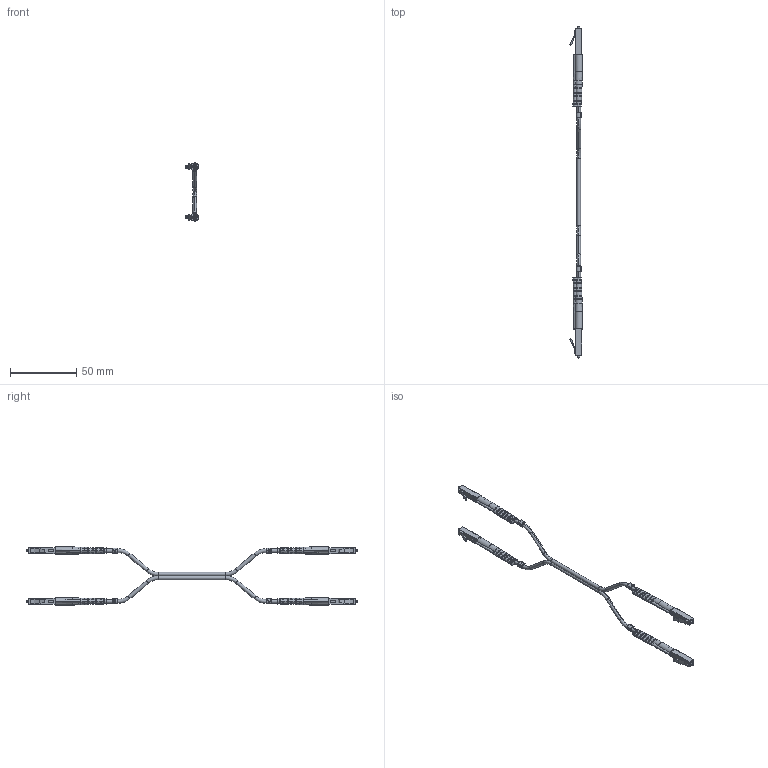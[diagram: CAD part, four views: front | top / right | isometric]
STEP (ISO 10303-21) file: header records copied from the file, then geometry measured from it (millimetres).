
FILE_DESCRIPTION (( 'STEP AP203' ), '1' );
FILE_NAME ('FODBIFLC-OM3.STEP', '2011-04-22T20:16:35', ( 'x' ), ( 'Microsoft' ), 'SwSTEP 2.0', 'SolidWorks 2010', '' );
FILE_SCHEMA (( 'CONFIG_CONTROL_DESIGN' ));
Length unit declared in the file: inch
Products named in the file (7): LBL-C3P-B; 1AL06-002; 1AF02-025-MA2; CONN-LC3-240-3-MA1; FODBIFLC-OM3; LBL-C3P-A; FLEX LC-CONN
Assembly tree (11 placements, depth 3):
  FODBIFLC-OM3
    FLEX LC-CONN  x4
      CONN-LC3-240-3-MA1
      1AF02-025-MA2
    LBL-C3P-B  x2
    1AL06-002
    LBL-C3P-A  x2
Bounding box: 9.74 x 250.35 x 43.89 mm (x, y, z)
Volume: 5396.4 mm3; surface area: 11309.9 mm2
Topology: 13 solids, 13 shells, 811 faces, 2389 edges, 1522 vertices
Faces by surface type: plane 480, cylinder 137, cone 136, torus 24, bspline 18, sphere 16
Entity records: 10403 total; most frequent: CARTESIAN_POINT 2763, ORIENTED_EDGE 1452, DIRECTION 1423, EDGE_CURVE 726, AXIS2_PLACEMENT_3D 544, VERTEX_POINT 461, VECTOR 335, LINE 335
